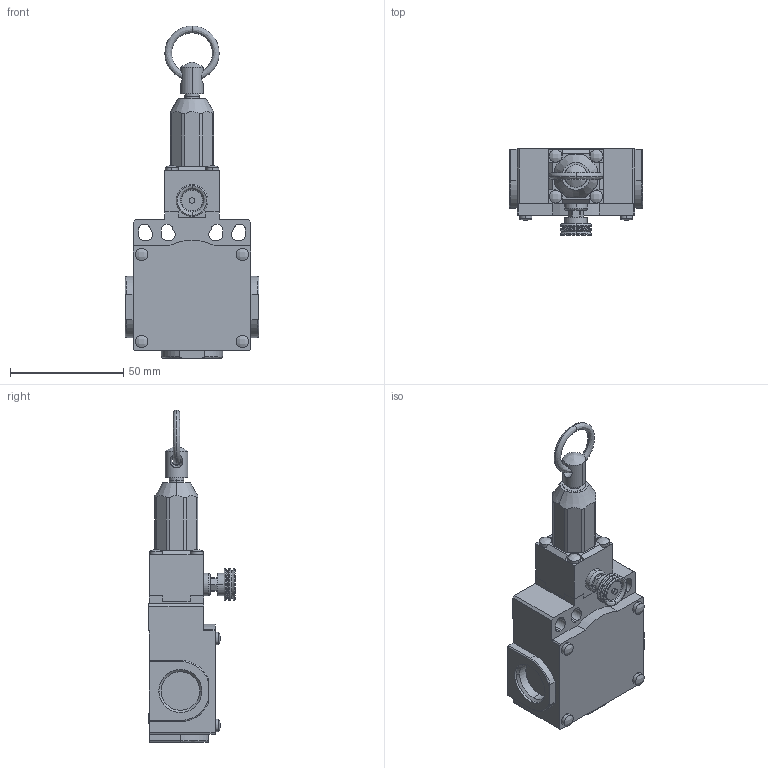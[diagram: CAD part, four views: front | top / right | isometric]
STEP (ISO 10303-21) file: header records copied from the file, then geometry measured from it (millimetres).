
FILE_DESCRIPTION (( 'STEP AP214' ), '1' );
FILE_NAME ('SDM2K98W02.step', '2017-12-19T21:45:53', ( '' ), ( '' ), 'SwSTEP 2.0', 'SolidWorks 2017', '' );
FILE_SCHEMA (( 'AUTOMOTIVE_DESIGN' ));
Length unit declared in the file: inch
Products named in the file (1): SDM2K98W02
Bounding box: 59 x 38.25 x 146.5 mm (x, y, z)
Volume: 105933 mm3; surface area: 26240.6 mm2
Topology: 5 solids, 5 shells, 281 faces, 705 edges, 455 vertices
Faces by surface type: plane 119, cylinder 105, bspline 35, cone 12, torus 10
Entity records: 9341 total; most frequent: CARTESIAN_POINT 2444, DIRECTION 1450, ORIENTED_EDGE 1410, EDGE_CURVE 705, AXIS2_PLACEMENT_3D 529, VERTEX_POINT 455, VECTOR 392, LINE 392
